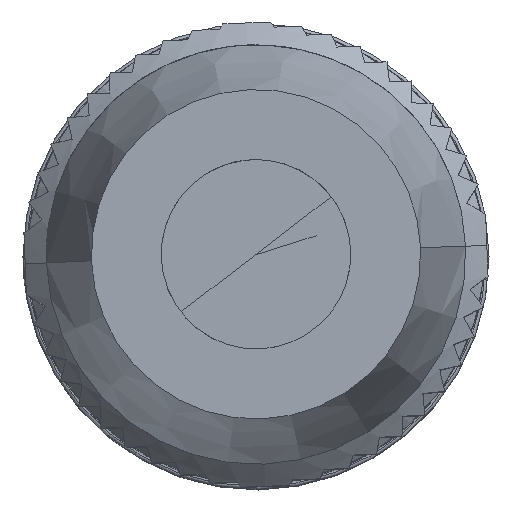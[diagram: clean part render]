
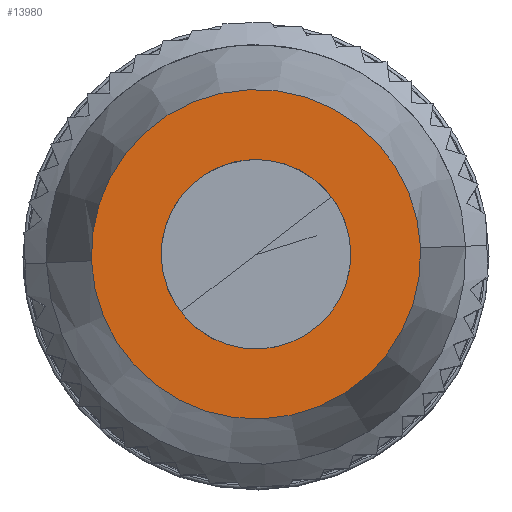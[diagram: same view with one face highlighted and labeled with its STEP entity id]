
A CAD part, top view. The second image highlights one B-rep face of the part: STEP entity #13980.
In plain terms, the highlighted planar face has unit normal (0, 0, 1).
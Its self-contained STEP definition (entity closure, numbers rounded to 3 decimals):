
#13926=AXIS2_PLACEMENT_3D('Circle Axis2P3D',#13924,#13925,$) ;
#13943=AXIS2_PLACEMENT_3D('Circle Axis2P3D',#13941,#13942,$) ;
#13956=AXIS2_PLACEMENT_3D('Plane Axis2P3D',#13953,#13954,#13955) ;
#13964=AXIS2_PLACEMENT_3D('Circle Axis2P3D',#13962,#13963,$) ;
#13973=AXIS2_PLACEMENT_3D('Circle Axis2P3D',#13971,#13972,$) ;
#13914=CARTESIAN_POINT('Vertex',(12.796,7.711,51.5)) ;
#13921=CARTESIAN_POINT('Vertex',(2.204,7.289,51.5)) ;
#13924=CARTESIAN_POINT('Axis2P3D Location',(7.5,7.5,51.5)) ;
#13941=CARTESIAN_POINT('Axis2P3D Location',(7.5,7.5,51.5)) ;
#13953=CARTESIAN_POINT('Axis2P3D Location',(3.328,7.334,51.5)) ;
#13962=CARTESIAN_POINT('Axis2P3D Location',(7.5,7.5,51.5)) ;
#13966=CARTESIAN_POINT('Vertex',(10.548,7.621,51.5)) ;
#13968=CARTESIAN_POINT('Vertex',(4.452,7.379,51.5)) ;
#13971=CARTESIAN_POINT('Axis2P3D Location',(7.5,7.5,51.5)) ;
#13925=DIRECTION('Axis2P3D Direction',(0.,0.,-1.)) ;
#13942=DIRECTION('Axis2P3D Direction',(0.,0.,-1.)) ;
#13954=DIRECTION('Axis2P3D Direction',(0.,0.,1.)) ;
#13955=DIRECTION('Axis2P3D XDirection',(-0.609,0.793,0.)) ;
#13963=DIRECTION('Axis2P3D Direction',(0.,0.,1.)) ;
#13972=DIRECTION('Axis2P3D Direction',(0.,0.,1.)) ;
#13959=ORIENTED_EDGE('',*,*,#13945,.T.) ;
#13960=ORIENTED_EDGE('',*,*,#13928,.T.) ;
#13977=ORIENTED_EDGE('',*,*,#13970,.F.) ;
#13978=ORIENTED_EDGE('',*,*,#13975,.F.) ;
#13979=FACE_BOUND('',#13976,.T.) ;
#13980=ADVANCED_FACE('Hauptkoerper',(#13961,#13979),#13957,.T.) ;
#13927=CIRCLE('generated circle',#13926,5.3) ;
#13944=CIRCLE('generated circle',#13943,5.3) ;
#13965=CIRCLE('generated circle',#13964,3.05) ;
#13974=CIRCLE('generated circle',#13973,3.05) ;
#13928=EDGE_CURVE('',#13915,#13922,#13927,.F.) ;
#13945=EDGE_CURVE('',#13922,#13915,#13944,.F.) ;
#13970=EDGE_CURVE('',#13967,#13969,#13965,.T.) ;
#13975=EDGE_CURVE('',#13969,#13967,#13974,.T.) ;
#13958=EDGE_LOOP('',(#13959,#13960)) ;
#13976=EDGE_LOOP('',(#13977,#13978)) ;
#13961=FACE_OUTER_BOUND('',#13958,.T.) ;
#13957=PLANE('',#13956) ;
#13915=VERTEX_POINT('',#13914) ;
#13922=VERTEX_POINT('',#13921) ;
#13967=VERTEX_POINT('',#13966) ;
#13969=VERTEX_POINT('',#13968) ;
